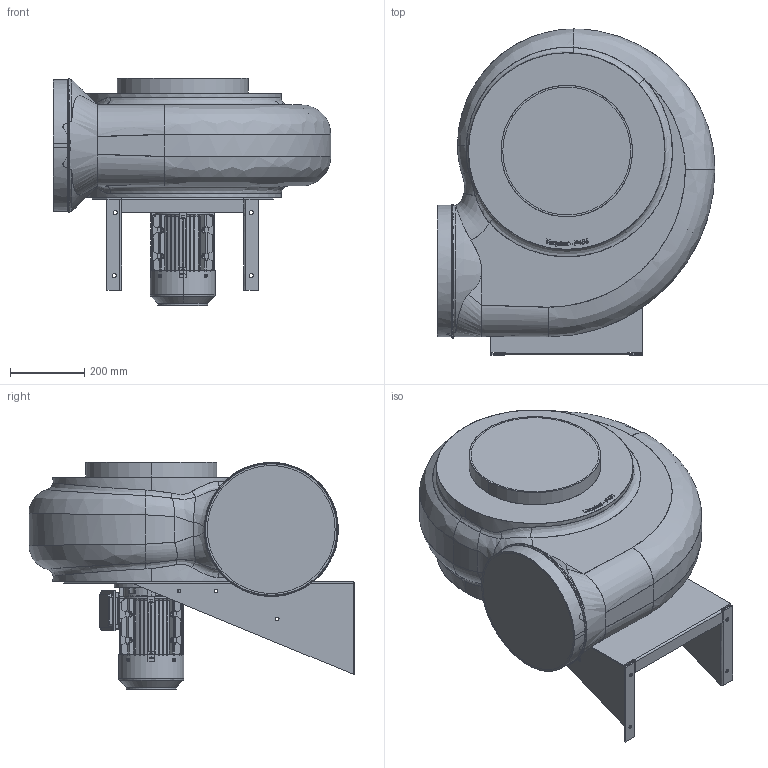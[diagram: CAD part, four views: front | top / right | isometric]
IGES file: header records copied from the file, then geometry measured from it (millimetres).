
Start section: SolidWorks IGES file using analytic representation for surfaces
Global section: file name: PR-AC 450 LG270.IGS; native system: SolidWorks 2022; preprocessor: SolidWorks 2022; author: girelli; date: 220722.153725; units: millimetre
Bounding box: 750 x 880 x 614.42 mm (x, y, z)
Surface area: 3296187.3 mm2 (no closed solid volume)
Topology: 0 solids, 0 shells, 3285 faces, 34817 edges, 34722 vertices
Faces by surface type: bspline 2145, revolution 1140
